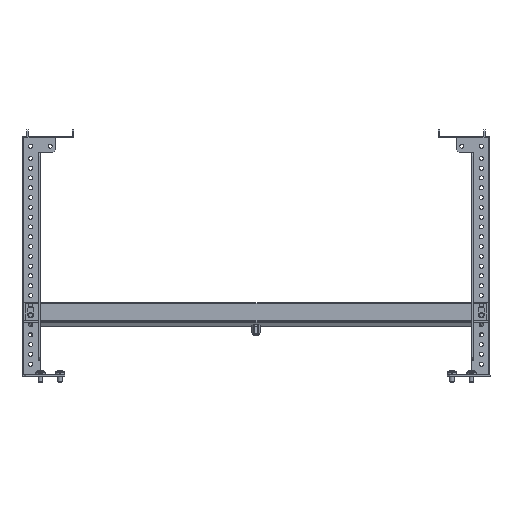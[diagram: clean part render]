
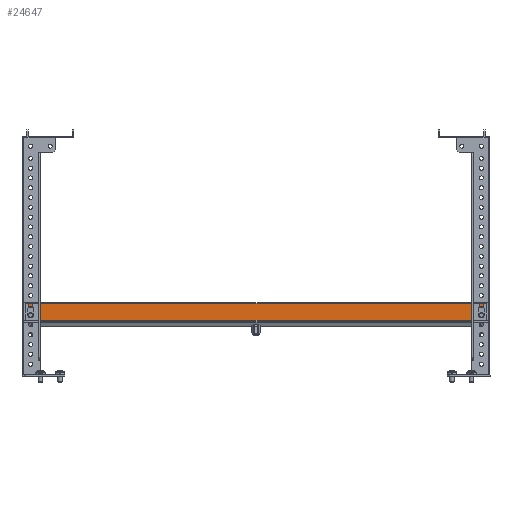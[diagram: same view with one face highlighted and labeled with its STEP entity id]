
A CAD part, left-side view. The second image highlights one B-rep face of the part: STEP entity #24647.
In plain terms, the highlighted face is planar.
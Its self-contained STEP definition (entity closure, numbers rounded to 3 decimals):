
#20 = CARTESIAN_POINT ( 'NONE',  ( -190.407, 0., -0.5 ) ) ;
#346 = LINE ( 'NONE', #20, #16247 ) ;
#410 = VERTEX_POINT ( 'NONE', #19413 ) ;
#460 = EDGE_CURVE ( 'NONE', #410, #29632, #29169, .T. ) ;
#495 = CIRCLE ( 'NONE', #31124, 3.5 ) ;
#609 = CARTESIAN_POINT ( 'NONE',  ( -231.75, 0., -585.5 ) ) ;
#935 = VECTOR ( 'NONE', #22314, 1000. ) ;
#1001 = DIRECTION ( 'NONE',  ( 0., 0., -1. ) ) ;
#1071 = CARTESIAN_POINT ( 'NONE',  ( -228.25, 0., -585.5 ) ) ;
#1133 = DIRECTION ( 'NONE',  ( -1., 0., 0. ) ) ;
#1272 = CARTESIAN_POINT ( 'NONE',  ( -228.25, 0., -14. ) ) ;
#1590 = DIRECTION ( 'NONE',  ( -1., 0., 0. ) ) ;
#1900 = CARTESIAN_POINT ( 'NONE',  ( -220.25, 0., -10.5 ) ) ;
#2538 = AXIS2_PLACEMENT_3D ( 'NONE', #17489, #15076, #28457 ) ;
#3490 = CARTESIAN_POINT ( 'NONE',  ( -228.25, 0., -589. ) ) ;
#3710 = ORIENTED_EDGE ( 'NONE', *, *, #460, .F. ) ;
#4293 = ORIENTED_EDGE ( 'NONE', *, *, #18497, .T. ) ;
#4471 = CARTESIAN_POINT ( 'NONE',  ( -234.75, 0., -0.5 ) ) ;
#4656 = DIRECTION ( 'NONE',  ( 0., -1., 0. ) ) ;
#4813 = PLANE ( 'NONE',  #2538 ) ;
#4900 = AXIS2_PLACEMENT_3D ( 'NONE', #6899, #4656, #1590 ) ;
#5372 = LINE ( 'NONE', #3490, #13062 ) ;
#5498 = EDGE_CURVE ( 'NONE', #20630, #5776, #27925, .T. ) ;
#5776 = VERTEX_POINT ( 'NONE', #33830 ) ;
#6776 = ORIENTED_EDGE ( 'NONE', *, *, #26180, .T. ) ;
#6777 = EDGE_CURVE ( 'NONE', #30063, #30680, #32779, .T. ) ;
#6899 = CARTESIAN_POINT ( 'NONE',  ( -228.25, 0., -585.5 ) ) ;
#6945 = ORIENTED_EDGE ( 'NONE', *, *, #32180, .T. ) ;
#7069 = VERTEX_POINT ( 'NONE', #609 ) ;
#7095 = CARTESIAN_POINT ( 'NONE',  ( -228.25, 0., -10.5 ) ) ;
#7898 = CARTESIAN_POINT ( 'NONE',  ( -228.25, 0., -582. ) ) ;
#8022 = CARTESIAN_POINT ( 'NONE',  ( -212.248, 0., -595.5 ) ) ;
#8148 = EDGE_LOOP ( 'NONE', ( #18433, #30207, #31211, #17534, #3710 ) ) ;
#8653 = VERTEX_POINT ( 'NONE', #26753 ) ;
#9005 = DIRECTION ( 'NONE',  ( 0., 1., 0. ) ) ;
#9193 = DIRECTION ( 'NONE',  ( -1., 0., 0. ) ) ;
#9272 = LINE ( 'NONE', #30159, #27735 ) ;
#9900 = CARTESIAN_POINT ( 'NONE',  ( -220.25, 0., -14. ) ) ;
#10346 = AXIS2_PLACEMENT_3D ( 'NONE', #1071, #24013, #19852 ) ;
#10386 = VERTEX_POINT ( 'NONE', #16052 ) ;
#10683 = DIRECTION ( 'NONE',  ( 1., 0., 0. ) ) ;
#10844 = CARTESIAN_POINT ( 'NONE',  ( -212.248, 0., -0.5 ) ) ;
#11054 = EDGE_CURVE ( 'NONE', #7069, #8653, #18009, .T. ) ;
#13062 = VECTOR ( 'NONE', #10683, 1000. ) ;
#13901 = VECTOR ( 'NONE', #1001, 1000. ) ;
#13923 = DIRECTION ( 'NONE',  ( 0., 1., 0. ) ) ;
#13979 = CARTESIAN_POINT ( 'NONE',  ( -228.25, 0., -582. ) ) ;
#14695 = DIRECTION ( 'NONE',  ( 0., 1., 0. ) ) ;
#14913 = FACE_OUTER_BOUND ( 'NONE', #19411, .T. ) ;
#15076 = DIRECTION ( 'NONE',  ( 0., -1., 0. ) ) ;
#15244 = FACE_BOUND ( 'NONE', #22142, .T. ) ;
#15659 = EDGE_CURVE ( 'NONE', #28202, #20630, #346, .T. ) ;
#16052 = CARTESIAN_POINT ( 'NONE',  ( -231.75, 0., -10.5 ) ) ;
#16247 = VECTOR ( 'NONE', #31503, 1000. ) ;
#16371 = VECTOR ( 'NONE', #30483, 1000. ) ;
#16734 = ORIENTED_EDGE ( 'NONE', *, *, #11054, .T. ) ;
#16891 = DIRECTION ( 'NONE',  ( -1., 0., 0. ) ) ;
#16972 = CARTESIAN_POINT ( 'NONE',  ( -220.25, 0., -589. ) ) ;
#17097 = EDGE_CURVE ( 'NONE', #24871, #7069, #17450, .T. ) ;
#17198 = EDGE_CURVE ( 'NONE', #29237, #10386, #495, .T. ) ;
#17450 = CIRCLE ( 'NONE', #10346, 3.5 ) ;
#17489 = CARTESIAN_POINT ( 'NONE',  ( -189.783, 0., -298. ) ) ;
#17534 = ORIENTED_EDGE ( 'NONE', *, *, #28447, .F. ) ;
#17620 = VERTEX_POINT ( 'NONE', #33732 ) ;
#17682 = LINE ( 'NONE', #1272, #23770 ) ;
#18009 = CIRCLE ( 'NONE', #4900, 3.5 ) ;
#18433 = ORIENTED_EDGE ( 'NONE', *, *, #30240, .F. ) ;
#18497 = EDGE_CURVE ( 'NONE', #8653, #30063, #5372, .T. ) ;
#19411 = EDGE_LOOP ( 'NONE', ( #22263, #30429, #20878, #6776 ) ) ;
#19413 = CARTESIAN_POINT ( 'NONE',  ( -220.25, 0., -7. ) ) ;
#19852 = DIRECTION ( 'NONE',  ( -1., 0., 0. ) ) ;
#19899 = AXIS2_PLACEMENT_3D ( 'NONE', #1900, #13923, #25521 ) ;
#20045 = DIRECTION ( 'NONE',  ( 1., 0., 0. ) ) ;
#20361 = DIRECTION ( 'NONE',  ( -1., 0., 0. ) ) ;
#20630 = VERTEX_POINT ( 'NONE', #4471 ) ;
#20878 = ORIENTED_EDGE ( 'NONE', *, *, #15659, .F. ) ;
#21297 = VECTOR ( 'NONE', #16891, 1000. ) ;
#22142 = EDGE_LOOP ( 'NONE', ( #22612, #16734, #4293, #25797, #6945 ) ) ;
#22263 = ORIENTED_EDGE ( 'NONE', *, *, #29687, .F. ) ;
#22314 = DIRECTION ( 'NONE',  ( 1., 0., 0. ) ) ;
#22393 = AXIS2_PLACEMENT_3D ( 'NONE', #27839, #27680, #9193 ) ;
#22612 = ORIENTED_EDGE ( 'NONE', *, *, #17097, .T. ) ;
#23153 = AXIS2_PLACEMENT_3D ( 'NONE', #7095, #9005, #1133 ) ;
#23770 = VECTOR ( 'NONE', #27959, 1000. ) ;
#24013 = DIRECTION ( 'NONE',  ( 0., -1., 0. ) ) ;
#24288 = CARTESIAN_POINT ( 'NONE',  ( -212.248, 0., 2.859 ) ) ;
#24647 = ADVANCED_FACE ( 'NONE', ( #14913, #33414, #15244 ), #4813, .F. ) ;
#24800 = LINE ( 'NONE', #24288, #13901 ) ;
#24871 = VERTEX_POINT ( 'NONE', #7898 ) ;
#24891 = LINE ( 'NONE', #29377, #935 ) ;
#25521 = DIRECTION ( 'NONE',  ( -1., 0., 0. ) ) ;
#25534 = EDGE_CURVE ( 'NONE', #10386, #17620, #31886, .T. ) ;
#25682 = CARTESIAN_POINT ( 'NONE',  ( -228.25, 0., -14. ) ) ;
#25797 = ORIENTED_EDGE ( 'NONE', *, *, #6777, .T. ) ;
#26180 = EDGE_CURVE ( 'NONE', #28202, #33530, #24800, .T. ) ;
#26753 = CARTESIAN_POINT ( 'NONE',  ( -228.25, 0., -589. ) ) ;
#26838 = LINE ( 'NONE', #13979, #21297 ) ;
#27680 = DIRECTION ( 'NONE',  ( 0., -1., 0. ) ) ;
#27735 = VECTOR ( 'NONE', #20045, 1000. ) ;
#27839 = CARTESIAN_POINT ( 'NONE',  ( -220.25, 0., -585.5 ) ) ;
#27881 = CARTESIAN_POINT ( 'NONE',  ( -220.25, 0., -582. ) ) ;
#27925 = LINE ( 'NONE', #31001, #16371 ) ;
#27959 = DIRECTION ( 'NONE',  ( -1., 0., 0. ) ) ;
#28202 = VERTEX_POINT ( 'NONE', #10844 ) ;
#28447 = EDGE_CURVE ( 'NONE', #29632, #29237, #17682, .T. ) ;
#28457 = DIRECTION ( 'NONE',  ( 1., 0., 0. ) ) ;
#29169 = CIRCLE ( 'NONE', #19899, 3.5 ) ;
#29237 = VERTEX_POINT ( 'NONE', #25682 ) ;
#29377 = CARTESIAN_POINT ( 'NONE',  ( -234.75, 0., -595.5 ) ) ;
#29632 = VERTEX_POINT ( 'NONE', #9900 ) ;
#29687 = EDGE_CURVE ( 'NONE', #5776, #33530, #24891, .T. ) ;
#30063 = VERTEX_POINT ( 'NONE', #16972 ) ;
#30159 = CARTESIAN_POINT ( 'NONE',  ( -228.25, 0., -7. ) ) ;
#30207 = ORIENTED_EDGE ( 'NONE', *, *, #25534, .F. ) ;
#30240 = EDGE_CURVE ( 'NONE', #17620, #410, #9272, .T. ) ;
#30429 = ORIENTED_EDGE ( 'NONE', *, *, #5498, .F. ) ;
#30483 = DIRECTION ( 'NONE',  ( 0., 0., -1. ) ) ;
#30630 = CARTESIAN_POINT ( 'NONE',  ( -228.25, 0., -10.5 ) ) ;
#30680 = VERTEX_POINT ( 'NONE', #27881 ) ;
#31001 = CARTESIAN_POINT ( 'NONE',  ( -234.75, 0., -0.5 ) ) ;
#31124 = AXIS2_PLACEMENT_3D ( 'NONE', #30630, #14695, #20361 ) ;
#31211 = ORIENTED_EDGE ( 'NONE', *, *, #17198, .F. ) ;
#31503 = DIRECTION ( 'NONE',  ( -1., 0., 0. ) ) ;
#31886 = CIRCLE ( 'NONE', #23153, 3.5 ) ;
#32180 = EDGE_CURVE ( 'NONE', #30680, #24871, #26838, .T. ) ;
#32779 = CIRCLE ( 'NONE', #22393, 3.5 ) ;
#33414 = FACE_BOUND ( 'NONE', #8148, .T. ) ;
#33530 = VERTEX_POINT ( 'NONE', #8022 ) ;
#33732 = CARTESIAN_POINT ( 'NONE',  ( -228.25, 0., -7. ) ) ;
#33830 = CARTESIAN_POINT ( 'NONE',  ( -234.75, 0., -595.5 ) ) ;
